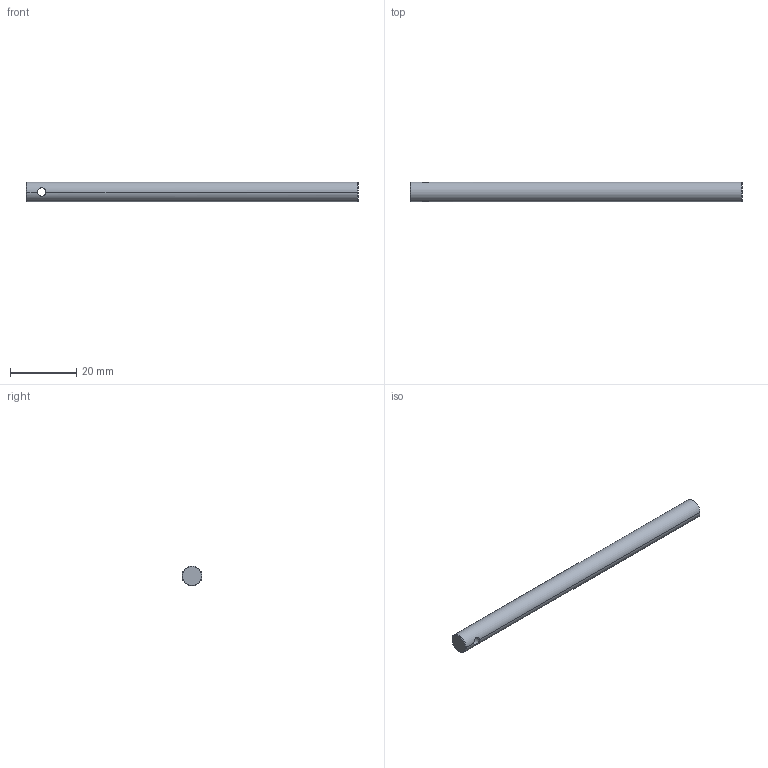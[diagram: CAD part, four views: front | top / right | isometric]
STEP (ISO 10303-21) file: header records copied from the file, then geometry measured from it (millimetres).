
FILE_DESCRIPTION(('CATIA V5 STEP Exchange'),'2;1');
FILE_NAME('ROSIE-001-05-03-A.stp','2024-03-08T15:36:48+00:00',('none'),('none'),'CATIA Version 5 Release 21 GA (IN-10)','CATIA V5 STEP AP214','none');
FILE_SCHEMA(('AUTOMOTIVE_DESIGN { 1 0 10303 214 1 1 1 1 }'));
Length unit declared in the file: millimetre
Products named in the file (1): ROSIE-001-05-03-A
Bounding box: 100 x 6 x 6 mm (x, y, z)
Volume: 2797.9 mm3; surface area: 1971.9 mm2
Topology: 1 solids, 1 shells, 10 faces, 22 edges, 12 vertices
Faces by surface type: cone 4, cylinder 4, plane 2
Entity records: 356 total; most frequent: CARTESIAN_POINT 99, ORIENTED_EDGE 44, DIRECTION 34, EDGE_CURVE 22, AXIS2_PLACEMENT_3D 17, VERTEX_POINT 12, VECTOR 10, ADVANCED_FACE 10
